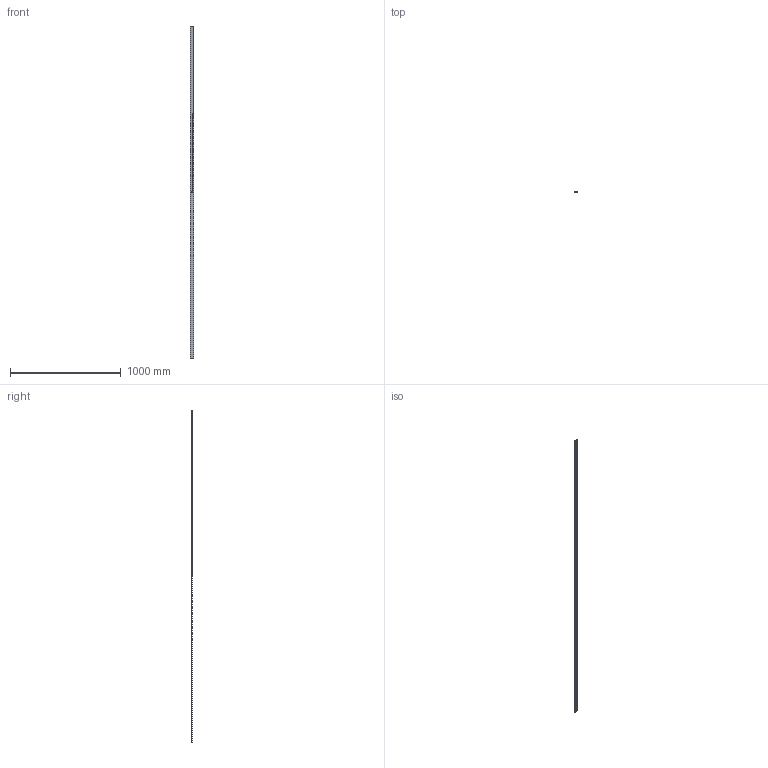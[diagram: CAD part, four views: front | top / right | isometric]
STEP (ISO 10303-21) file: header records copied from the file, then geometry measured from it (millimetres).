
FILE_DESCRIPTION (( 'STEP AP203' ), '1' );
FILE_NAME ('2308.step', '2022-03-29T13:18:43', ( '' ), ( '' ), 'SwSTEP 2.0', 'SolidWorks 2018', '' );
FILE_SCHEMA (( 'CONFIG_CONTROL_DESIGN' ));
Products named in the file (1): 2308
Bounding box: 30 x 8 x 3000 mm (x, y, z)
Volume: 540724.9 mm3; surface area: 228612.7 mm2
Topology: 1 solids, 1 shells, 1426 faces, 2421 edges, 1614 vertices
Faces by surface type: plane 1310, bspline 114, cylinder 2
Entity records: 38354 total; most frequent: CARTESIAN_POINT 15304, ORIENTED_EDGE 4842, DIRECTION 3627, EDGE_CURVE 2421, EDGE_LOOP 2043, VERTEX_POINT 1614, ADVANCED_FACE 1426, FACE_OUTER_BOUND 1426
